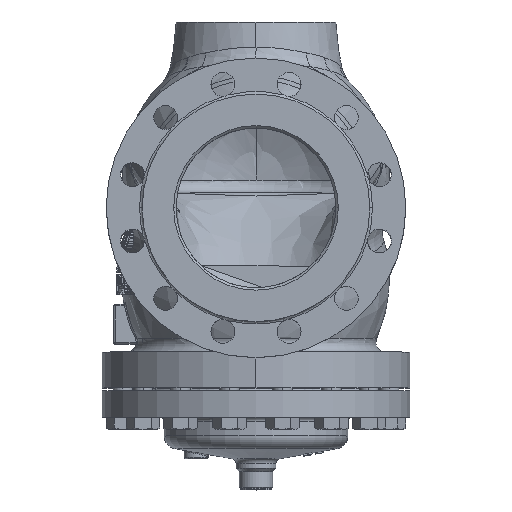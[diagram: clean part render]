
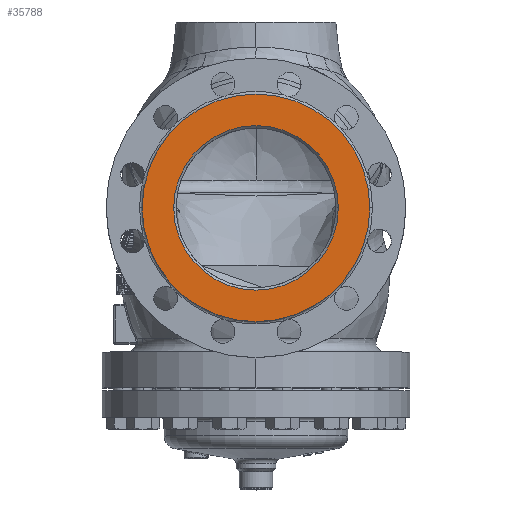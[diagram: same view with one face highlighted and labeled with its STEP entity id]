
A CAD part, top view. The second image highlights one B-rep face of the part: STEP entity #35788.
In plain terms, the highlighted planar face has unit normal (0, 0, 1).
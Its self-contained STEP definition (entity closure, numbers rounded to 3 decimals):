
#1238=CARTESIAN_POINT('',(0.,0.,300.));
#1239=DIRECTION('',(0.,0.,1.));
#1240=DIRECTION('',(1.,0.,0.));
#1241=AXIS2_PLACEMENT_3D('',#1238,#1239,#1240);
#1243=CARTESIAN_POINT('',(0.,0.,300.));
#1244=DIRECTION('',(0.,0.,1.));
#1245=DIRECTION('',(-1.,0.,0.));
#1246=AXIS2_PLACEMENT_3D('',#1243,#1244,#1245);
#1248=CARTESIAN_POINT('',(0.,0.,300.));
#1249=DIRECTION('',(0.,0.,-1.));
#1250=DIRECTION('',(1.,0.,0.));
#1251=AXIS2_PLACEMENT_3D('',#1248,#1249,#1250);
#1253=CARTESIAN_POINT('',(0.,0.,300.));
#1254=DIRECTION('',(0.,0.,-1.));
#1255=DIRECTION('',(-1.,0.,0.));
#1256=AXIS2_PLACEMENT_3D('',#1253,#1254,#1255);
#30912=CARTESIAN_POINT('',(142.5,0.,300.));
#30913=CARTESIAN_POINT('',(-142.5,0.,300.));
#30914=VERTEX_POINT('',#30912);
#30915=VERTEX_POINT('',#30913);
#31008=CARTESIAN_POINT('',(103.,0.,300.));
#31009=CARTESIAN_POINT('',(-103.,0.,300.));
#31010=VERTEX_POINT('',#31008);
#31011=VERTEX_POINT('',#31009);
#35772=CARTESIAN_POINT('',(0.,0.,300.));
#35773=DIRECTION('',(0.,0.,1.));
#35774=DIRECTION('',(1.,0.,0.));
#35775=AXIS2_PLACEMENT_3D('',#35772,#35773,#35774);
#35776=PLANE('',#35775);
#35778=ORIENTED_EDGE('',*,*,#35777,.F.);
#35780=ORIENTED_EDGE('',*,*,#35779,.F.);
#35781=EDGE_LOOP('',(#35778,#35780));
#35782=FACE_OUTER_BOUND('',#35781,.F.);
#35783=ORIENTED_EDGE('',*,*,#35762,.F.);
#35785=ORIENTED_EDGE('',*,*,#35784,.F.);
#35786=EDGE_LOOP('',(#35783,#35785));
#35787=FACE_BOUND('',#35786,.F.);
#35788=ADVANCED_FACE('',(#35782,#35787),#35776,.T.);
#1242=CIRCLE('',#1241,142.5);
#1247=CIRCLE('',#1246,142.5);
#1252=CIRCLE('',#1251,103.);
#1257=CIRCLE('',#1256,103.);
#35762=EDGE_CURVE('',#31010,#31011,#1252,.T.);
#35777=EDGE_CURVE('',#30914,#30915,#1242,.T.);
#35779=EDGE_CURVE('',#30915,#30914,#1247,.T.);
#35784=EDGE_CURVE('',#31011,#31010,#1257,.T.);
